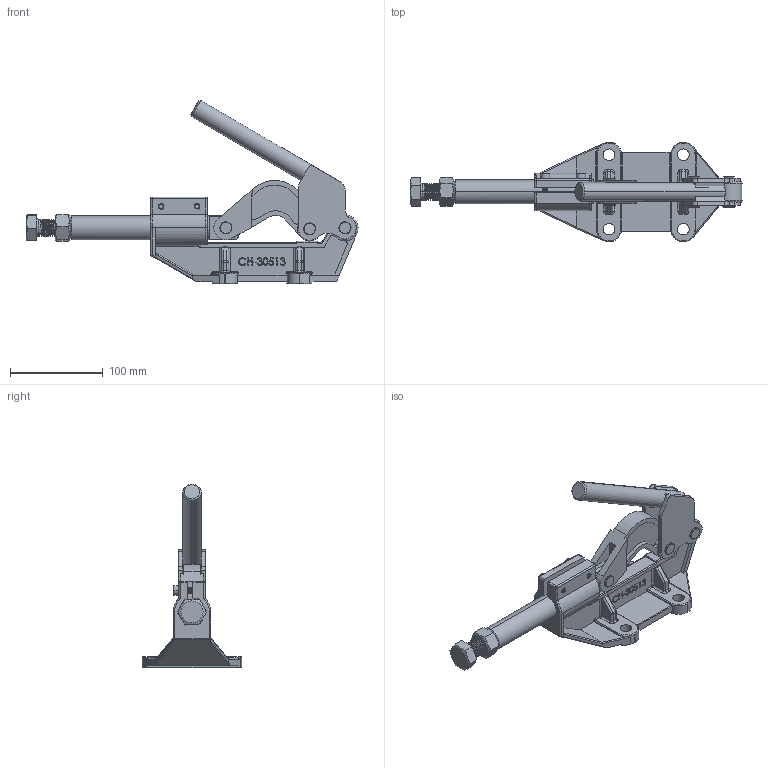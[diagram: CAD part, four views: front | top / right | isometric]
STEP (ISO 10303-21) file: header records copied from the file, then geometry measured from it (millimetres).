
FILE_DESCRIPTION (( 'STEP AP203' ), '1' );
FILE_NAME ('CH-30513.STEP', '2017-11-26T06:44:20', ( 'Windows' ), ( 'Microsoft' ), 'SwSTEP 2.0', 'SolidWorks 2015', '' );
FILE_SCHEMA (( 'CONFIG_CONTROL_DESIGN' ));
Length unit declared in the file: millimetre
Products named in the file (12): CH-30513-06; CH-30513-01 BASE; CH-30513-10; CH-30513-02 CREST STALK; M18X50; CH-30513-07; CH-30513; CH-30513-04 CONNECTING-PLATE; CH-30513-09; CH-30513-03 HANDLE_默认<按加工>; M18; CH-30513-08
Assembly tree (14 placements, depth 2):
  CH-30513
    CH-30513-01 BASE
    CH-30513-02 CREST STALK
    CH-30513-07
    CH-30513-04 CONNECTING-PLATE
    CH-30513-09  x2
    CH-30513-03 HANDLE_默认<按加工>
    M18
    CH-30513-08  x2
    CH-30513-06
    CH-30513-10  x2
    M18X50
Bounding box: 357.01 x 107 x 197.15 mm (x, y, z)
Volume: 555054.7 mm3; surface area: 169830.2 mm2
Topology: 20 solids, 20 shells, 1232 faces, 3274 edges, 2085 vertices
Faces by surface type: cylinder 475, plane 366, bspline 226, cone 79, torus 68, sphere 18
Entity records: 66232 total; most frequent: CARTESIAN_POINT 39226, ORIENTED_EDGE 6010, DIRECTION 4501, EDGE_CURVE 3005, VERTEX_POINT 1932, AXIS2_PLACEMENT_3D 1532, LINE 1437, VECTOR 1437
